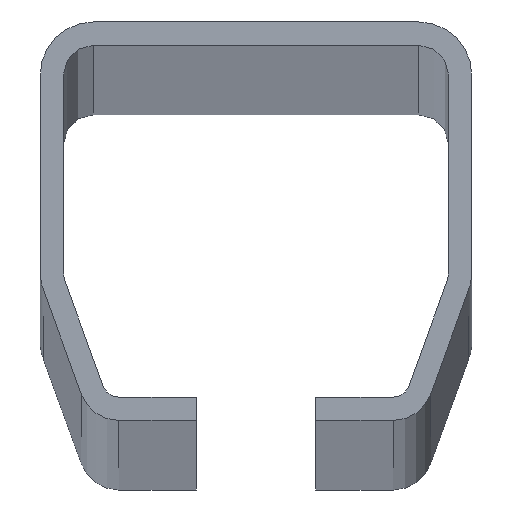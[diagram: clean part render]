
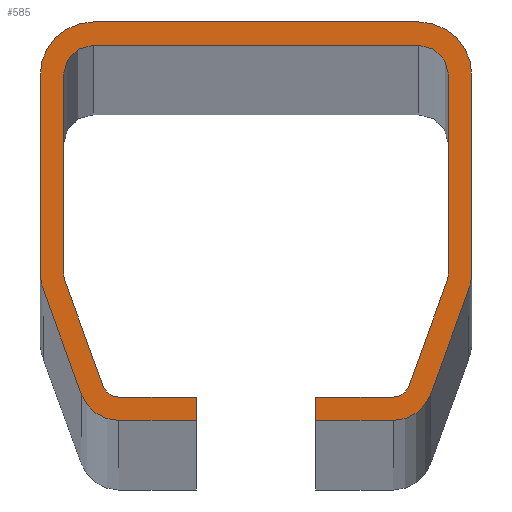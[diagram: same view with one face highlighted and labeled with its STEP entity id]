
A CAD part, top view. The second image highlights one B-rep face of the part: STEP entity #585.
In plain terms, the highlighted planar face has unit normal (0, 0, 1).
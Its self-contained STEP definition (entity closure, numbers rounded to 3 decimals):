
#31=PLANE('',#659);
#61=FACE_OUTER_BOUND('',#91,.T.);
#91=EDGE_LOOP('',(#489,#490,#491,#492,#493,#494,#495,#496,#497,#498,#499,
#500,#501,#502,#503,#504,#505,#506,#507,#508,#509,#510,#511,#512,#513,#514,
#515,#516));
#95=LINE('',#843,#155);
#99=LINE('',#855,#159);
#103=LINE('',#867,#163);
#107=LINE('',#879,#167);
#111=LINE('',#891,#171);
#115=LINE('',#903,#175);
#118=LINE('',#909,#178);
#121=LINE('',#915,#181);
#125=LINE('',#927,#185);
#129=LINE('',#939,#189);
#133=LINE('',#951,#193);
#137=LINE('',#963,#197);
#141=LINE('',#975,#201);
#145=LINE('',#987,#205);
#148=LINE('',#993,#208);
#151=LINE('',#998,#211);
#155=VECTOR('',#673,10.);
#159=VECTOR('',#685,10.);
#163=VECTOR('',#697,10.);
#167=VECTOR('',#709,10.);
#171=VECTOR('',#721,10.);
#175=VECTOR('',#733,10.);
#178=VECTOR('',#738,10.);
#181=VECTOR('',#743,10.);
#185=VECTOR('',#755,10.);
#189=VECTOR('',#767,10.);
#193=VECTOR('',#779,10.);
#197=VECTOR('',#791,10.);
#201=VECTOR('',#803,10.);
#205=VECTOR('',#815,10.);
#208=VECTOR('',#820,10.);
#211=VECTOR('',#825,10.);
#213=CIRCLE('',#608,6.);
#215=CIRCLE('',#612,8.);
#217=CIRCLE('',#616,8.);
#219=CIRCLE('',#620,8.);
#221=CIRCLE('',#624,8.);
#223=CIRCLE('',#628,6.);
#225=CIRCLE('',#634,2.5);
#227=CIRCLE('',#638,4.5);
#229=CIRCLE('',#642,4.5);
#231=CIRCLE('',#646,4.5);
#233=CIRCLE('',#650,4.5);
#235=CIRCLE('',#654,2.5);
#237=VERTEX_POINT('',#833);
#238=VERTEX_POINT('',#834);
#241=VERTEX_POINT('',#842);
#243=VERTEX_POINT('',#848);
#245=VERTEX_POINT('',#854);
#247=VERTEX_POINT('',#860);
#249=VERTEX_POINT('',#866);
#251=VERTEX_POINT('',#872);
#253=VERTEX_POINT('',#878);
#255=VERTEX_POINT('',#884);
#257=VERTEX_POINT('',#890);
#259=VERTEX_POINT('',#896);
#261=VERTEX_POINT('',#902);
#263=VERTEX_POINT('',#908);
#265=VERTEX_POINT('',#914);
#267=VERTEX_POINT('',#920);
#269=VERTEX_POINT('',#926);
#271=VERTEX_POINT('',#932);
#273=VERTEX_POINT('',#938);
#275=VERTEX_POINT('',#944);
#277=VERTEX_POINT('',#950);
#279=VERTEX_POINT('',#956);
#281=VERTEX_POINT('',#962);
#283=VERTEX_POINT('',#968);
#285=VERTEX_POINT('',#974);
#287=VERTEX_POINT('',#980);
#289=VERTEX_POINT('',#986);
#291=VERTEX_POINT('',#992);
#293=EDGE_CURVE('',#237,#238,#213,.T.);
#297=EDGE_CURVE('',#238,#241,#95,.T.);
#300=EDGE_CURVE('',#241,#243,#215,.T.);
#303=EDGE_CURVE('',#243,#245,#99,.T.);
#306=EDGE_CURVE('',#245,#247,#217,.T.);
#309=EDGE_CURVE('',#247,#249,#103,.T.);
#312=EDGE_CURVE('',#249,#251,#219,.T.);
#315=EDGE_CURVE('',#251,#253,#107,.T.);
#318=EDGE_CURVE('',#253,#255,#221,.T.);
#321=EDGE_CURVE('',#255,#257,#111,.T.);
#324=EDGE_CURVE('',#257,#259,#223,.T.);
#327=EDGE_CURVE('',#259,#261,#115,.T.);
#330=EDGE_CURVE('',#261,#263,#118,.T.);
#333=EDGE_CURVE('',#263,#265,#121,.T.);
#336=EDGE_CURVE('',#265,#267,#225,.T.);
#339=EDGE_CURVE('',#267,#269,#125,.T.);
#342=EDGE_CURVE('',#269,#271,#227,.T.);
#345=EDGE_CURVE('',#271,#273,#129,.T.);
#348=EDGE_CURVE('',#273,#275,#229,.T.);
#351=EDGE_CURVE('',#275,#277,#133,.T.);
#354=EDGE_CURVE('',#277,#279,#231,.T.);
#357=EDGE_CURVE('',#279,#281,#137,.T.);
#360=EDGE_CURVE('',#281,#283,#233,.T.);
#363=EDGE_CURVE('',#283,#285,#141,.T.);
#366=EDGE_CURVE('',#285,#287,#235,.T.);
#369=EDGE_CURVE('',#287,#289,#145,.T.);
#372=EDGE_CURVE('',#289,#291,#148,.T.);
#375=EDGE_CURVE('',#291,#237,#151,.T.);
#489=ORIENTED_EDGE('',*,*,#293,.F.);
#490=ORIENTED_EDGE('',*,*,#375,.F.);
#491=ORIENTED_EDGE('',*,*,#372,.F.);
#492=ORIENTED_EDGE('',*,*,#369,.F.);
#493=ORIENTED_EDGE('',*,*,#366,.F.);
#494=ORIENTED_EDGE('',*,*,#363,.F.);
#495=ORIENTED_EDGE('',*,*,#360,.F.);
#496=ORIENTED_EDGE('',*,*,#357,.F.);
#497=ORIENTED_EDGE('',*,*,#354,.F.);
#498=ORIENTED_EDGE('',*,*,#351,.F.);
#499=ORIENTED_EDGE('',*,*,#348,.F.);
#500=ORIENTED_EDGE('',*,*,#345,.F.);
#501=ORIENTED_EDGE('',*,*,#342,.F.);
#502=ORIENTED_EDGE('',*,*,#339,.F.);
#503=ORIENTED_EDGE('',*,*,#336,.F.);
#504=ORIENTED_EDGE('',*,*,#333,.F.);
#505=ORIENTED_EDGE('',*,*,#330,.F.);
#506=ORIENTED_EDGE('',*,*,#327,.F.);
#507=ORIENTED_EDGE('',*,*,#324,.F.);
#508=ORIENTED_EDGE('',*,*,#321,.F.);
#509=ORIENTED_EDGE('',*,*,#318,.F.);
#510=ORIENTED_EDGE('',*,*,#315,.F.);
#511=ORIENTED_EDGE('',*,*,#312,.F.);
#512=ORIENTED_EDGE('',*,*,#309,.F.);
#513=ORIENTED_EDGE('',*,*,#306,.F.);
#514=ORIENTED_EDGE('',*,*,#303,.F.);
#515=ORIENTED_EDGE('',*,*,#300,.F.);
#516=ORIENTED_EDGE('',*,*,#297,.F.);
#585=ADVANCED_FACE('',(#61),#31,.T.);
#608=AXIS2_PLACEMENT_3D('',#835,#665,#666);
#612=AXIS2_PLACEMENT_3D('',#849,#678,#679);
#616=AXIS2_PLACEMENT_3D('',#861,#690,#691);
#620=AXIS2_PLACEMENT_3D('',#873,#702,#703);
#624=AXIS2_PLACEMENT_3D('',#885,#714,#715);
#628=AXIS2_PLACEMENT_3D('',#897,#726,#727);
#634=AXIS2_PLACEMENT_3D('',#921,#748,#749);
#638=AXIS2_PLACEMENT_3D('',#933,#760,#761);
#642=AXIS2_PLACEMENT_3D('',#945,#772,#773);
#646=AXIS2_PLACEMENT_3D('',#957,#784,#785);
#650=AXIS2_PLACEMENT_3D('',#969,#796,#797);
#654=AXIS2_PLACEMENT_3D('',#981,#808,#809);
#659=AXIS2_PLACEMENT_3D('',#1000,#827,#828);
#665=DIRECTION('center_axis',(0.,0.,-1.));
#666=DIRECTION('ref_axis',(0.94,0.342,0.));
#673=DIRECTION('',(-0.342,0.94,0.));
#678=DIRECTION('center_axis',(0.,0.,-1.));
#679=DIRECTION('ref_axis',(1.,0.,0.));
#685=DIRECTION('',(0.,1.,0.));
#690=DIRECTION('center_axis',(0.,0.,-1.));
#691=DIRECTION('ref_axis',(0.,-1.,0.));
#697=DIRECTION('',(1.,0.,0.));
#702=DIRECTION('center_axis',(0.,0.,-1.));
#703=DIRECTION('ref_axis',(-1.,0.,0.));
#709=DIRECTION('',(0.,-1.,0.));
#714=DIRECTION('center_axis',(0.,0.,-1.));
#715=DIRECTION('ref_axis',(-0.94,0.342,0.));
#721=DIRECTION('',(-0.342,-0.94,0.));
#726=DIRECTION('center_axis',(0.,0.,-1.));
#727=DIRECTION('ref_axis',(0.,1.,0.));
#733=DIRECTION('',(-1.,0.,0.));
#738=DIRECTION('',(0.,1.,0.));
#743=DIRECTION('',(1.,0.,0.));
#748=DIRECTION('center_axis',(0.,0.,1.));
#749=DIRECTION('ref_axis',(0.,-1.,0.));
#755=DIRECTION('',(0.342,0.94,0.));
#760=DIRECTION('center_axis',(0.,0.,1.));
#761=DIRECTION('ref_axis',(0.94,-0.342,0.));
#767=DIRECTION('',(0.,1.,0.));
#772=DIRECTION('center_axis',(0.,0.,1.));
#773=DIRECTION('ref_axis',(1.,0.,0.));
#779=DIRECTION('',(-1.,0.,0.));
#784=DIRECTION('center_axis',(0.,0.,1.));
#785=DIRECTION('ref_axis',(0.,1.,0.));
#791=DIRECTION('',(0.,-1.,0.));
#796=DIRECTION('center_axis',(0.,0.,1.));
#797=DIRECTION('ref_axis',(-1.,0.,0.));
#803=DIRECTION('',(0.342,-0.94,0.));
#808=DIRECTION('center_axis',(0.,0.,1.));
#809=DIRECTION('ref_axis',(-0.94,-0.342,0.));
#815=DIRECTION('',(1.,0.,0.));
#820=DIRECTION('',(0.,-1.,0.));
#825=DIRECTION('',(-1.,0.,0.));
#827=DIRECTION('center_axis',(0.,0.,1.));
#828=DIRECTION('ref_axis',(1.,0.,0.));
#833=CARTESIAN_POINT('',(-20.655,0.,3000.));
#834=CARTESIAN_POINT('',(-26.294,3.948,3000.));
#835=CARTESIAN_POINT('Origin',(-20.655,6.,3000.));
#842=CARTESIAN_POINT('',(-32.018,19.674,3000.));
#843=CARTESIAN_POINT('',(-26.294,3.948,3000.));
#848=CARTESIAN_POINT('',(-32.5,22.411,3000.));
#849=CARTESIAN_POINT('Origin',(-24.5,22.411,3000.));
#854=CARTESIAN_POINT('',(-32.5,52.,3000.));
#855=CARTESIAN_POINT('',(-32.5,22.411,3000.));
#860=CARTESIAN_POINT('',(-24.5,60.,3000.));
#861=CARTESIAN_POINT('Origin',(-24.5,52.,3000.));
#866=CARTESIAN_POINT('',(24.5,60.,3000.));
#867=CARTESIAN_POINT('',(-24.5,60.,3000.));
#872=CARTESIAN_POINT('',(32.5,52.,3000.));
#873=CARTESIAN_POINT('Origin',(24.5,52.,3000.));
#878=CARTESIAN_POINT('',(32.5,22.411,3000.));
#879=CARTESIAN_POINT('',(32.5,52.,3000.));
#884=CARTESIAN_POINT('',(32.018,19.674,3000.));
#885=CARTESIAN_POINT('Origin',(24.5,22.411,3000.));
#890=CARTESIAN_POINT('',(26.294,3.948,3000.));
#891=CARTESIAN_POINT('',(32.018,19.674,3000.));
#896=CARTESIAN_POINT('',(20.655,0.,3000.));
#897=CARTESIAN_POINT('Origin',(20.655,6.,3000.));
#902=CARTESIAN_POINT('',(9.,0.,3000.));
#903=CARTESIAN_POINT('',(20.655,0.,3000.));
#908=CARTESIAN_POINT('',(9.,3.5,3000.));
#909=CARTESIAN_POINT('',(9.,0.,3000.));
#914=CARTESIAN_POINT('',(20.655,3.5,3000.));
#915=CARTESIAN_POINT('',(9.,3.5,3000.));
#920=CARTESIAN_POINT('',(23.005,5.145,3000.));
#921=CARTESIAN_POINT('Origin',(20.655,6.,3000.));
#926=CARTESIAN_POINT('',(28.729,20.872,3000.));
#927=CARTESIAN_POINT('',(23.005,5.145,3000.));
#932=CARTESIAN_POINT('',(29.,22.411,3000.));
#933=CARTESIAN_POINT('Origin',(24.5,22.411,3000.));
#938=CARTESIAN_POINT('',(29.,52.,3000.));
#939=CARTESIAN_POINT('',(29.,22.411,3000.));
#944=CARTESIAN_POINT('',(24.5,56.5,3000.));
#945=CARTESIAN_POINT('Origin',(24.5,52.,3000.));
#950=CARTESIAN_POINT('',(-24.5,56.5,3000.));
#951=CARTESIAN_POINT('',(24.5,56.5,3000.));
#956=CARTESIAN_POINT('',(-29.,52.,3000.));
#957=CARTESIAN_POINT('Origin',(-24.5,52.,3000.));
#962=CARTESIAN_POINT('',(-29.,22.411,3000.));
#963=CARTESIAN_POINT('',(-29.,52.,3000.));
#968=CARTESIAN_POINT('',(-28.729,20.872,3000.));
#969=CARTESIAN_POINT('Origin',(-24.5,22.411,3000.));
#974=CARTESIAN_POINT('',(-23.005,5.145,3000.));
#975=CARTESIAN_POINT('',(-28.729,20.872,3000.));
#980=CARTESIAN_POINT('',(-20.655,3.5,3000.));
#981=CARTESIAN_POINT('Origin',(-20.655,6.,3000.));
#986=CARTESIAN_POINT('',(-9.,3.5,3000.));
#987=CARTESIAN_POINT('',(-20.655,3.5,3000.));
#992=CARTESIAN_POINT('',(-9.,0.,3000.));
#993=CARTESIAN_POINT('',(-9.,3.5,3000.));
#998=CARTESIAN_POINT('',(-9.,0.,3000.));
#1000=CARTESIAN_POINT('Origin',(0.,33.216,
3000.));
